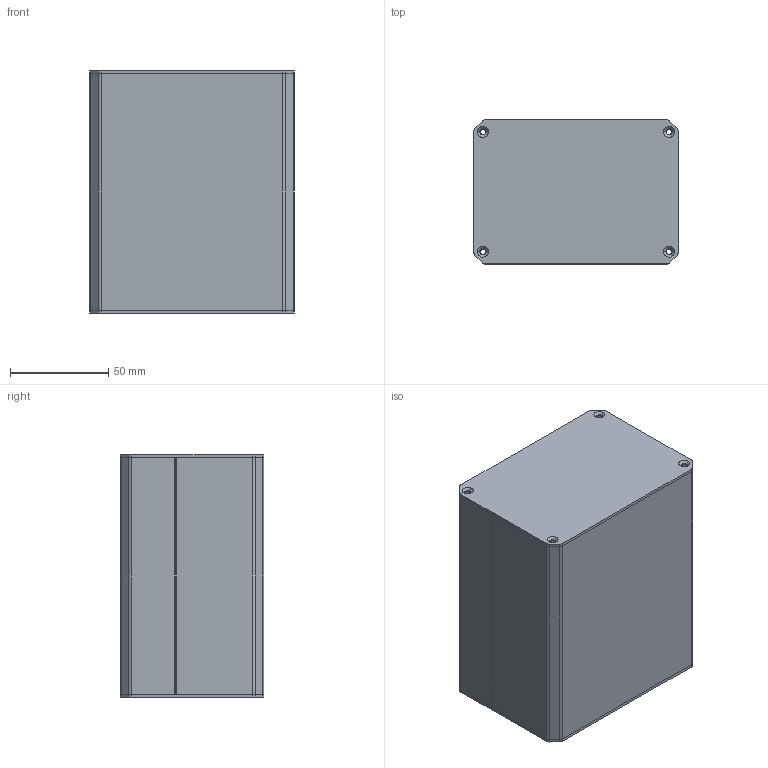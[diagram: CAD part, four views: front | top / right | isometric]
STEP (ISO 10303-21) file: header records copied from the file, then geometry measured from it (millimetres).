
FILE_DESCRIPTION (( 'STEP AP214' ), '1' );
FILE_NAME ('K97-120.STEP', '2024-05-06T09:26:51', ( '微软用户' ), ( '微软中国' ), 'SwSTEP 2.0', 'SolidWorks 2021', '' );
FILE_SCHEMA (( 'AUTOMOTIVE_DESIGN' ));
Length unit declared in the file: millimetre
Products named in the file (4): K97-2; K97-B; K97-1; K97-120
Assembly tree (4 placements, depth 2):
  K97-120
    K97-2
    K97-1
    K97-B  x2
Bounding box: 104 x 73 x 123 mm (x, y, z)
Volume: 123929.9 mm3; surface area: 127044 mm2
Topology: 4 solids, 4 shells, 268 faces, 764 edges, 504 vertices
Faces by surface type: plane 128, cylinder 124, cone 16
Entity records: 7918 total; most frequent: DIRECTION 1382, CARTESIAN_POINT 1365, ORIENTED_EDGE 1352, EDGE_CURVE 676, AXIS2_PLACEMENT_3D 465, VECTOR 452, LINE 452, VERTEX_POINT 448
